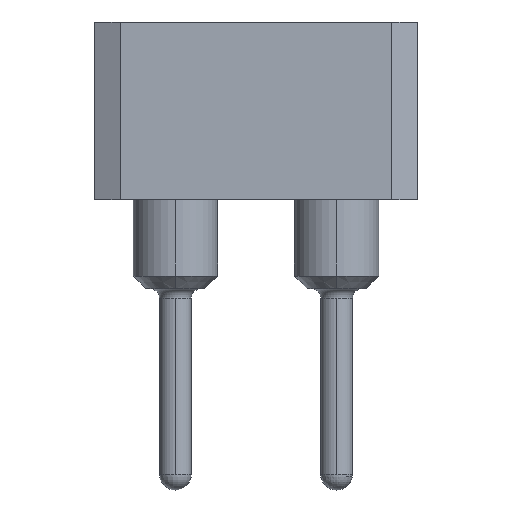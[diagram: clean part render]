
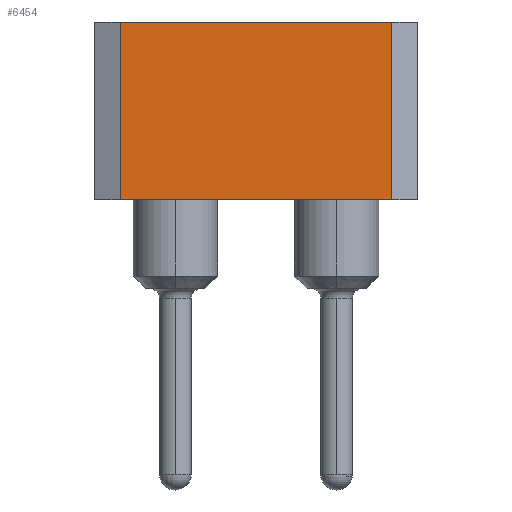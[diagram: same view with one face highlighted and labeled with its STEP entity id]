
A CAD part, front view. The second image highlights one B-rep face of the part: STEP entity #6454.
In plain terms, the highlighted planar face has unit normal (0, -1, 0).
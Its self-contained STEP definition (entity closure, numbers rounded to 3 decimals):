
#6428 = VERTEX_POINT('',#6429);
#6429 = CARTESIAN_POINT('',(0.87,-6.35,4.21));
#6435 = EDGE_CURVE('',#6436,#6428,#6438,.T.);
#6436 = VERTEX_POINT('',#6437);
#6437 = CARTESIAN_POINT('',(0.87,-6.35,1.41));
#6438 = LINE('',#6439,#6440);
#6439 = CARTESIAN_POINT('',(0.87,-6.35,1.41));
#6440 = VECTOR('',#6441,1.);
#6441 = DIRECTION('',(0.,0.,1.));
#6454 = ADVANCED_FACE('',(#6455),#6480,.T.);
#6455 = FACE_BOUND('',#6456,.T.);
#6456 = EDGE_LOOP('',(#6457,#6465,#6473,#6479));
#6457 = ORIENTED_EDGE('',*,*,#6458,.T.);
#6458 = EDGE_CURVE('',#6428,#6459,#6461,.T.);
#6459 = VERTEX_POINT('',#6460);
#6460 = CARTESIAN_POINT('',(-3.41,-6.35,4.21));
#6461 = LINE('',#6462,#6463);
#6462 = CARTESIAN_POINT('',(0.87,-6.35,4.21));
#6463 = VECTOR('',#6464,1.);
#6464 = DIRECTION('',(-1.,0.,0.));
#6465 = ORIENTED_EDGE('',*,*,#6466,.F.);
#6466 = EDGE_CURVE('',#6467,#6459,#6469,.T.);
#6467 = VERTEX_POINT('',#6468);
#6468 = CARTESIAN_POINT('',(-3.41,-6.35,1.41));
#6469 = LINE('',#6470,#6471);
#6470 = CARTESIAN_POINT('',(-3.41,-6.35,1.41));
#6471 = VECTOR('',#6472,1.);
#6472 = DIRECTION('',(0.,0.,1.));
#6473 = ORIENTED_EDGE('',*,*,#6474,.F.);
#6474 = EDGE_CURVE('',#6436,#6467,#6475,.T.);
#6475 = LINE('',#6476,#6477);
#6476 = CARTESIAN_POINT('',(0.87,-6.35,1.41));
#6477 = VECTOR('',#6478,1.);
#6478 = DIRECTION('',(-1.,0.,0.));
#6479 = ORIENTED_EDGE('',*,*,#6435,.T.);
#6480 = PLANE('',#6481);
#6481 = AXIS2_PLACEMENT_3D('',#6482,#6483,#6484);
#6482 = CARTESIAN_POINT('',(-1.27,-6.35,1.41));
#6483 = DIRECTION('',(0.,-1.,0.));
#6484 = DIRECTION('',(1.,0.,0.));
